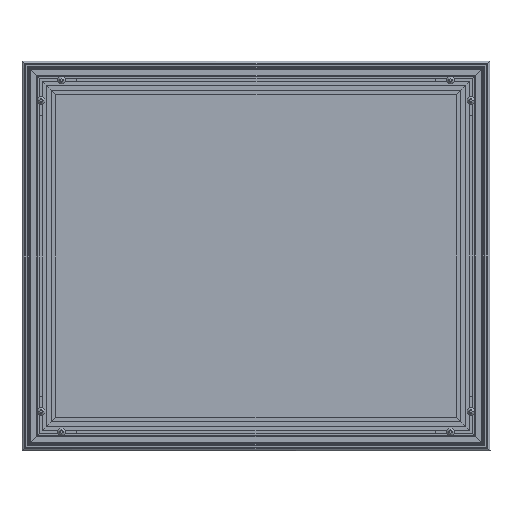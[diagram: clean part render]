
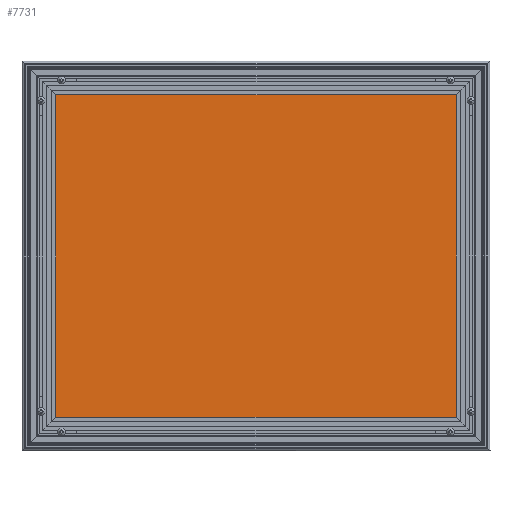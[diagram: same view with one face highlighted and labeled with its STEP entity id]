
A CAD part, front view. The second image highlights one B-rep face of the part: STEP entity #7731.
In plain terms, the highlighted planar face has unit normal (0, -1, 0).
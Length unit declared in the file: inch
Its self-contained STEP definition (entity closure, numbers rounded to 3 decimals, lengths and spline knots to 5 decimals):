
#3217 = VECTOR ( 'NONE', #4462, 39.37008 ) ;
#4462 = DIRECTION ( 'NONE',  ( 1., 0., 0. ) ) ;
#7731 = ADVANCED_FACE ( 'NONE', ( #52907 ), #43798, .F. ) ;
#10603 = VECTOR ( 'NONE', #54127, 39.37008 ) ;
#14114 = LINE ( 'NONE', #39158, #10603 ) ;
#15816 = LINE ( 'NONE', #35657, #3217 ) ;
#16227 = CARTESIAN_POINT ( 'NONE',  ( -0.51666, 0.06861, -8.59375 ) ) ;
#17471 = EDGE_CURVE ( 'NONE', #55005, #17902, #22505, .T. ) ;
#17600 = CARTESIAN_POINT ( 'NONE',  ( -21.70416, 0.06861, -8.59375 ) ) ;
#17902 = VERTEX_POINT ( 'NONE', #32443 ) ;
#18616 = VECTOR ( 'NONE', #52862, 39.37008 ) ;
#20816 = VERTEX_POINT ( 'NONE', #16227 ) ;
#22505 = LINE ( 'NONE', #61878, #55969 ) ;
#22774 = EDGE_CURVE ( 'NONE', #17902, #59186, #15816, .T. ) ;
#23311 = DIRECTION ( 'NONE',  ( 0., 0., 1. ) ) ;
#23955 = CARTESIAN_POINT ( 'NONE',  ( -11.11041, 0.06861, 0. ) ) ;
#26053 = EDGE_CURVE ( 'NONE', #59186, #20816, #14114, .T. ) ;
#30138 = ORIENTED_EDGE ( 'NONE', *, *, #17471, .F. ) ;
#32443 = CARTESIAN_POINT ( 'NONE',  ( -21.70416, 0.06861, 8.59375 ) ) ;
#35657 = CARTESIAN_POINT ( 'NONE',  ( -11.11041, 0.06861, 8.59375 ) ) ;
#38194 = AXIS2_PLACEMENT_3D ( 'NONE', #23955, #63642, #23311 ) ;
#39158 = CARTESIAN_POINT ( 'NONE',  ( -0.51666, 0.06861, 0. ) ) ;
#40143 = EDGE_LOOP ( 'NONE', ( #47421, #42121, #30138, #47270 ) ) ;
#42121 = ORIENTED_EDGE ( 'NONE', *, *, #22774, .F. ) ;
#42341 = DIRECTION ( 'NONE',  ( 0., 0., 1. ) ) ;
#43749 = LINE ( 'NONE', #53522, #18616 ) ;
#43798 = PLANE ( 'NONE',  #38194 ) ;
#43992 = EDGE_CURVE ( 'NONE', #20816, #55005, #43749, .T. ) ;
#47270 = ORIENTED_EDGE ( 'NONE', *, *, #43992, .F. ) ;
#47421 = ORIENTED_EDGE ( 'NONE', *, *, #26053, .F. ) ;
#52862 = DIRECTION ( 'NONE',  ( -1., 0., 0. ) ) ;
#52907 = FACE_OUTER_BOUND ( 'NONE', #40143, .T. ) ;
#53522 = CARTESIAN_POINT ( 'NONE',  ( -11.11041, 0.06861, -8.59375 ) ) ;
#54127 = DIRECTION ( 'NONE',  ( 0., 0., -1. ) ) ;
#55005 = VERTEX_POINT ( 'NONE', #17600 ) ;
#55969 = VECTOR ( 'NONE', #42341, 39.37008 ) ;
#58018 = CARTESIAN_POINT ( 'NONE',  ( -0.51666, 0.06861, 8.59375 ) ) ;
#59186 = VERTEX_POINT ( 'NONE', #58018 ) ;
#61878 = CARTESIAN_POINT ( 'NONE',  ( -21.70416, 0.06861, 0. ) ) ;
#63642 = DIRECTION ( 'NONE',  ( 0., 1., 0. ) ) ;
